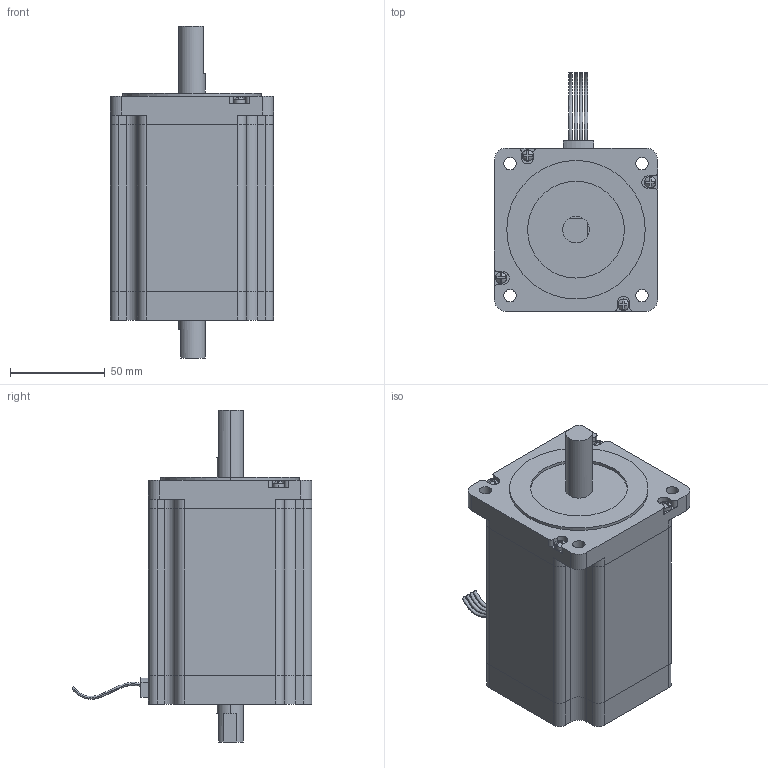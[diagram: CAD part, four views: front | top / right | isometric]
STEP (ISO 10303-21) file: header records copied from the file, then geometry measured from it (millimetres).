
FILE_DESCRIPTION (( 'STEP AP214' ), '1' );
FILE_NAME ('86HS11860B4.STEP', '2023-06-06T03:14:25', ( 'Windows 蚚誧' ), ( 'Organization' ), 'SwSTEP 2.0', 'SolidWorks 2021', '' );
FILE_SCHEMA (( 'AUTOMOTIVE_DESIGN' ));
Length unit declared in the file: millimetre
Products named in the file (1): 86HS11860B4
Bounding box: 86 x 126.13 x 175 mm (x, y, z)
Volume: 786440.3 mm3; surface area: 89376.5 mm2
Topology: 3 solids, 3 shells, 250 faces, 669 edges, 446 vertices
Faces by surface type: plane 135, cylinder 102, bspline 11, sphere 2
Entity records: 10124 total; most frequent: CARTESIAN_POINT 3495, ORIENTED_EDGE 1338, DIRECTION 1323, EDGE_CURVE 669, AXIS2_PLACEMENT_3D 472, VERTEX_POINT 446, LINE 379, VECTOR 379
